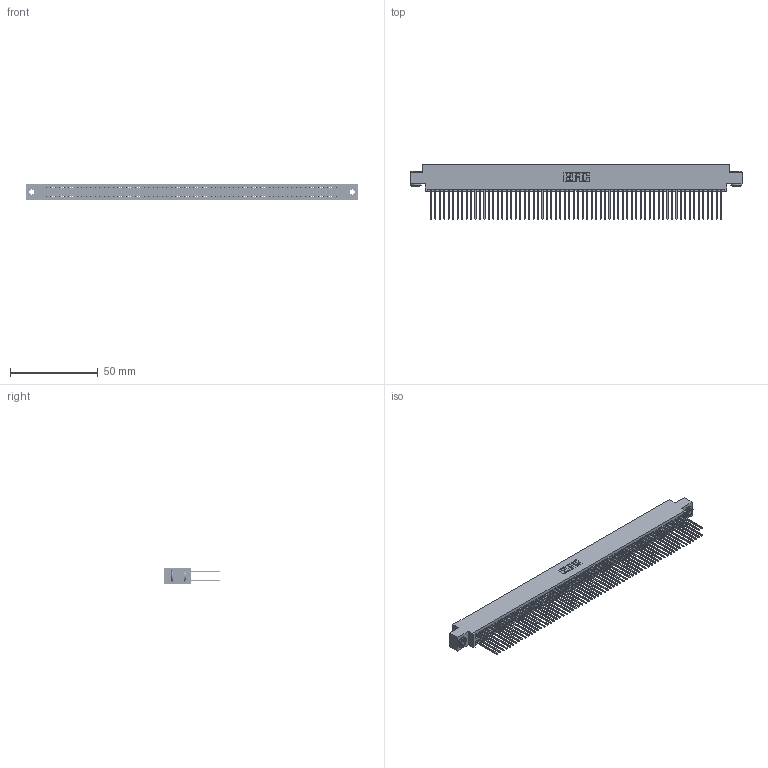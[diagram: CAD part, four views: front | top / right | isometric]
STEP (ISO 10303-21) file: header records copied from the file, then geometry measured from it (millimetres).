
FILE_DESCRIPTION (( 'STEP AP203' ), '1' );
FILE_NAME ('345-132-542-803.STEP', '2019-11-07T21:37:00', ( '' ), ( '' ), 'SwSTEP 2.0', 'SolidWorks 2016', '' );
FILE_SCHEMA (( 'CONFIG_CONTROL_DESIGN' ));
Length unit declared in the file: inch
Products named in the file (4): 345 Part_0.170 Offset - 0.156 Dia-TH; 345-132-542-803; 345-292-001_345-293-142; 345-250-002_345-250-002-102
Assembly tree (135 placements, depth 2):
  345-132-542-803
    345 Part_0.170 Offset - 0.156 Dia-TH
    345-292-001_345-293-142  x132
    345-250-002_345-250-002-102  x2
Bounding box: 188.85 x 31.29 x 9.4 mm (x, y, z)
Volume: 19089.1 mm3; surface area: 31905.7 mm2
Topology: 135 solids, 135 shells, 6768 faces, 20097 edges, 13218 vertices
Faces by surface type: plane 4450, cylinder 2310, cone 8
Entity records: 49354 total; most frequent: CARTESIAN_POINT 8227, ORIENTED_EDGE 8154, DIRECTION 7255, EDGE_CURVE 4077, LINE 3657, VECTOR 3657, VERTEX_POINT 2714, AXIS2_PLACEMENT_3D 1799
